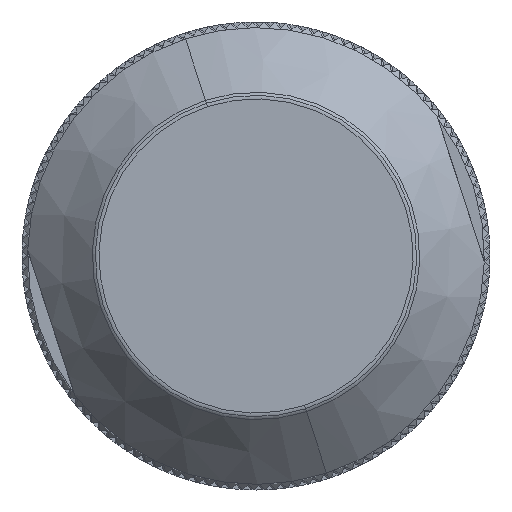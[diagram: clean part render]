
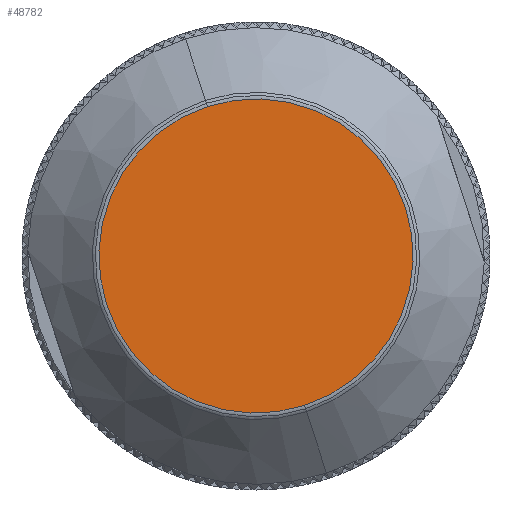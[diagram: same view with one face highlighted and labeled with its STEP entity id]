
A CAD part, left-side view. The second image highlights one B-rep face of the part: STEP entity #48782.
In plain terms, the highlighted planar face has unit normal (-1, 0, 0).
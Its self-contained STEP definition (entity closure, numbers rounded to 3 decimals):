
#21502=CARTESIAN_POINT('',(-112.1,0.,0.));
#21503=DIRECTION('',(-1.,0.,0.));
#21504=DIRECTION('',(0.,0.309,0.951));
#21505=AXIS2_PLACEMENT_3D('',#21502,#21503,#21504);
#21510=CARTESIAN_POINT('',(-112.1,0.,0.));
#21511=DIRECTION('',(-1.,0.,0.));
#21512=DIRECTION('',(0.,-0.309,-0.951));
#21513=AXIS2_PLACEMENT_3D('',#21510,#21511,#21512);
#33872=CARTESIAN_POINT('',(-112.1,2.594,7.982));
#33874=VERTEX_POINT('',#33872);
#33878=CARTESIAN_POINT('',(-112.1,-2.594,-7.982));
#33879=VERTEX_POINT('',#33878);
#48772=CARTESIAN_POINT('',(-112.1,-6.277,2.04));
#48773=DIRECTION('',(1.,0.,0.));
#48774=DIRECTION('',(0.,0.309,0.951));
#48775=AXIS2_PLACEMENT_3D('',#48772,#48773,#48774);
#48776=PLANE('',#48775);
#48778=ORIENTED_EDGE('',*,*,#48777,.F.);
#48779=ORIENTED_EDGE('',*,*,#48762,.F.);
#48780=EDGE_LOOP('',(#48778,#48779));
#48781=FACE_OUTER_BOUND('',#48780,.F.);
#48782=ADVANCED_FACE('',(#48781),#48776,.F.);
#21506=CIRCLE('',#21505,8.393);
#21514=CIRCLE('',#21513,8.393);
#48762=EDGE_CURVE('',#33879,#33874,#21514,.T.);
#48777=EDGE_CURVE('',#33874,#33879,#21506,.T.);
